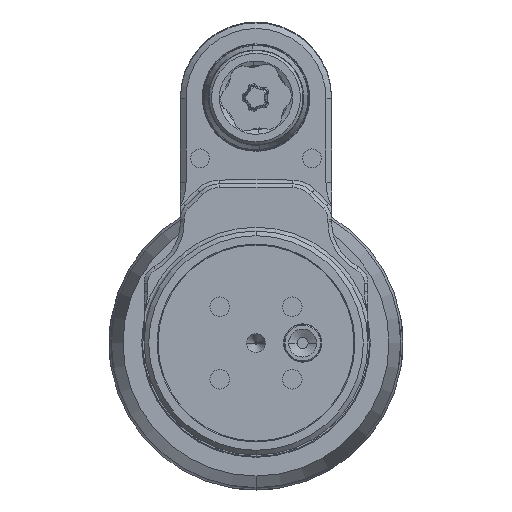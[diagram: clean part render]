
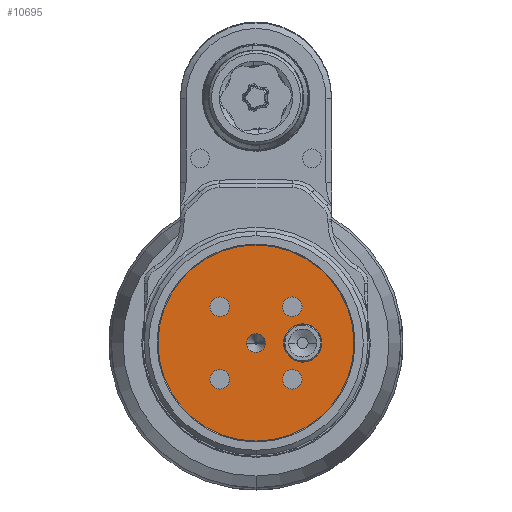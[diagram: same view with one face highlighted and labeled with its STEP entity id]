
A CAD part, front view. The second image highlights one B-rep face of the part: STEP entity #10695.
In plain terms, the highlighted planar face has unit normal (0, -1, 0).
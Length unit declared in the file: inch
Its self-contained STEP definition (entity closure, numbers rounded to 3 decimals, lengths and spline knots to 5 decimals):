
#643=CARTESIAN_POINT('',(0.,-0.3937,-1.03543));
#644=DIRECTION('',(0.,1.,0.));
#645=DIRECTION('',(-1.,0.,0.));
#646=AXIS2_PLACEMENT_3D('',#643,#644,#645);
#652=CARTESIAN_POINT('',(0.,-0.3937,-1.03543));
#653=DIRECTION('',(0.,-1.,0.));
#654=DIRECTION('',(-1.,0.,0.));
#655=AXIS2_PLACEMENT_3D('',#652,#653,#654);
#670=CARTESIAN_POINT('',(0.,-0.3937,-1.03543));
#671=DIRECTION('',(0.,-1.,0.));
#672=DIRECTION('',(-1.,0.,0.));
#673=AXIS2_PLACEMENT_3D('',#670,#671,#672);
#675=CARTESIAN_POINT('',(0.,-0.3937,-1.03543));
#676=DIRECTION('',(0.,1.,0.));
#677=DIRECTION('',(-1.,0.,0.));
#678=AXIS2_PLACEMENT_3D('',#675,#676,#677);
#680=CARTESIAN_POINT('',(-0.15311,-0.3937,
-0.88232));
#681=DIRECTION('',(0.,1.,0.));
#682=DIRECTION('',(0.,0.,-1.));
#683=AXIS2_PLACEMENT_3D('',#680,#681,#682);
#685=CARTESIAN_POINT('',(-0.15311,-0.3937,
-0.88232));
#686=DIRECTION('',(0.,1.,0.));
#687=DIRECTION('',(0.,0.,1.));
#688=AXIS2_PLACEMENT_3D('',#685,#686,#687);
#690=CARTESIAN_POINT('',(0.15311,-0.3937,
-0.88232));
#691=DIRECTION('',(0.,1.,0.));
#692=DIRECTION('',(-1.,0.,0.));
#693=AXIS2_PLACEMENT_3D('',#690,#691,#692);
#695=CARTESIAN_POINT('',(0.15311,-0.3937,
-0.88232));
#696=DIRECTION('',(0.,1.,0.));
#697=DIRECTION('',(1.,0.,0.));
#698=AXIS2_PLACEMENT_3D('',#695,#696,#697);
#700=CARTESIAN_POINT('',(0.15311,-0.3937,
-1.18855));
#701=DIRECTION('',(0.,1.,0.));
#702=DIRECTION('',(0.,0.,1.));
#703=AXIS2_PLACEMENT_3D('',#700,#701,#702);
#705=CARTESIAN_POINT('',(0.15311,-0.3937,
-1.18855));
#706=DIRECTION('',(0.,1.,0.));
#707=DIRECTION('',(0.,0.,-1.));
#708=AXIS2_PLACEMENT_3D('',#705,#706,#707);
#710=CARTESIAN_POINT('',(-0.15311,-0.3937,
-1.18855));
#711=DIRECTION('',(0.,1.,0.));
#712=DIRECTION('',(1.,0.,0.));
#713=AXIS2_PLACEMENT_3D('',#710,#711,#712);
#715=CARTESIAN_POINT('',(-0.15311,-0.3937,
-1.18855));
#716=DIRECTION('',(0.,1.,0.));
#717=DIRECTION('',(-1.,0.,0.));
#718=AXIS2_PLACEMENT_3D('',#715,#716,#717);
#720=CARTESIAN_POINT('',(0.19685,-0.3937,
-1.03543));
#721=DIRECTION('',(0.,-1.,0.));
#722=DIRECTION('',(0.,0.,-1.));
#723=AXIS2_PLACEMENT_3D('',#720,#721,#722);
#725=CARTESIAN_POINT('',(0.19685,-0.3937,
-1.03543));
#726=DIRECTION('',(0.,-1.,0.));
#727=DIRECTION('',(0.,0.,1.));
#728=AXIS2_PLACEMENT_3D('',#725,#726,#727);
#8869=CARTESIAN_POINT('',(-0.41339,-0.3937,
-1.03543));
#8870=CARTESIAN_POINT('',(0.41339,-0.3937,
-1.03543));
#8871=VERTEX_POINT('',#8869);
#8872=VERTEX_POINT('',#8870);
#8873=CARTESIAN_POINT('',(-0.03937,-0.3937,
-1.03543));
#8874=CARTESIAN_POINT('',(0.03937,-0.3937,
-1.03543));
#8875=VERTEX_POINT('',#8873);
#8876=VERTEX_POINT('',#8874);
#8877=CARTESIAN_POINT('',(-0.15311,-0.3937,
-0.92366));
#8878=CARTESIAN_POINT('',(-0.15311,-0.3937,
-0.84098));
#8879=VERTEX_POINT('',#8877);
#8880=VERTEX_POINT('',#8878);
#8881=CARTESIAN_POINT('',(0.11178,-0.3937,
-0.88232));
#8882=CARTESIAN_POINT('',(0.19445,-0.3937,
-0.88232));
#8883=VERTEX_POINT('',#8881);
#8884=VERTEX_POINT('',#8882);
#8885=CARTESIAN_POINT('',(0.15311,-0.3937,
-1.14721));
#8886=CARTESIAN_POINT('',(0.15311,-0.3937,
-1.22989));
#8887=VERTEX_POINT('',#8885);
#8888=VERTEX_POINT('',#8886);
#8889=CARTESIAN_POINT('',(-0.11178,-0.3937,
-1.18855));
#8890=CARTESIAN_POINT('',(-0.19445,-0.3937,
-1.18855));
#8891=VERTEX_POINT('',#8889);
#8892=VERTEX_POINT('',#8890);
#8897=CARTESIAN_POINT('',(0.19685,-0.3937,
-1.11614));
#8898=CARTESIAN_POINT('',(0.19685,-0.3937,
-0.95472));
#8899=VERTEX_POINT('',#8897);
#8900=VERTEX_POINT('',#8898);
#10650=CARTESIAN_POINT('',(0.,-0.3937,-1.03543));
#10651=DIRECTION('',(0.,1.,0.));
#10652=DIRECTION('',(-1.,0.,0.));
#10653=AXIS2_PLACEMENT_3D('',#10650,#10651,#10652);
#10654=PLANE('',#10653);
#10655=ORIENTED_EDGE('',*,*,#10596,.T.);
#10656=ORIENTED_EDGE('',*,*,#10618,.F.);
#10657=EDGE_LOOP('',(#10655,#10656));
#10658=FACE_OUTER_BOUND('',#10657,.F.);
#10660=ORIENTED_EDGE('',*,*,#10659,.T.);
#10662=ORIENTED_EDGE('',*,*,#10661,.F.);
#10663=EDGE_LOOP('',(#10660,#10662));
#10664=FACE_BOUND('',#10663,.F.);
#10666=ORIENTED_EDGE('',*,*,#10665,.F.);
#10668=ORIENTED_EDGE('',*,*,#10667,.F.);
#10669=EDGE_LOOP('',(#10666,#10668));
#10670=FACE_BOUND('',#10669,.F.);
#10672=ORIENTED_EDGE('',*,*,#10671,.F.);
#10674=ORIENTED_EDGE('',*,*,#10673,.F.);
#10675=EDGE_LOOP('',(#10672,#10674));
#10676=FACE_BOUND('',#10675,.F.);
#10678=ORIENTED_EDGE('',*,*,#10677,.F.);
#10680=ORIENTED_EDGE('',*,*,#10679,.F.);
#10681=EDGE_LOOP('',(#10678,#10680));
#10682=FACE_BOUND('',#10681,.F.);
#10684=ORIENTED_EDGE('',*,*,#10683,.F.);
#10686=ORIENTED_EDGE('',*,*,#10685,.F.);
#10687=EDGE_LOOP('',(#10684,#10686));
#10688=FACE_BOUND('',#10687,.F.);
#10690=ORIENTED_EDGE('',*,*,#10689,.T.);
#10692=ORIENTED_EDGE('',*,*,#10691,.T.);
#10693=EDGE_LOOP('',(#10690,#10692));
#10694=FACE_BOUND('',#10693,.F.);
#647=CIRCLE('',#646,0.41339);
#656=CIRCLE('',#655,0.41339);
#674=CIRCLE('',#673,0.03937);
#679=CIRCLE('',#678,0.03937);
#684=CIRCLE('',#683,0.04134);
#689=CIRCLE('',#688,0.04134);
#694=CIRCLE('',#693,0.04134);
#699=CIRCLE('',#698,0.04134);
#704=CIRCLE('',#703,0.04134);
#709=CIRCLE('',#708,0.04134);
#714=CIRCLE('',#713,0.04134);
#719=CIRCLE('',#718,0.04134);
#724=CIRCLE('',#723,0.08071);
#729=CIRCLE('',#728,0.08071);
#10596=EDGE_CURVE('',#8871,#8872,#647,.T.);
#10618=EDGE_CURVE('',#8871,#8872,#656,.T.);
#10659=EDGE_CURVE('',#8875,#8876,#674,.T.);
#10661=EDGE_CURVE('',#8875,#8876,#679,.T.);
#10665=EDGE_CURVE('',#8879,#8880,#684,.T.);
#10667=EDGE_CURVE('',#8880,#8879,#689,.T.);
#10671=EDGE_CURVE('',#8883,#8884,#694,.T.);
#10673=EDGE_CURVE('',#8884,#8883,#699,.T.);
#10677=EDGE_CURVE('',#8887,#8888,#704,.T.);
#10679=EDGE_CURVE('',#8888,#8887,#709,.T.);
#10683=EDGE_CURVE('',#8891,#8892,#714,.T.);
#10685=EDGE_CURVE('',#8892,#8891,#719,.T.);
#10689=EDGE_CURVE('',#8899,#8900,#724,.T.);
#10691=EDGE_CURVE('',#8900,#8899,#729,.T.);
#10695=ADVANCED_FACE('',(#10658,#10664,#10670,#10676,#10682,#10688,#10694),
#10654,.F.);
